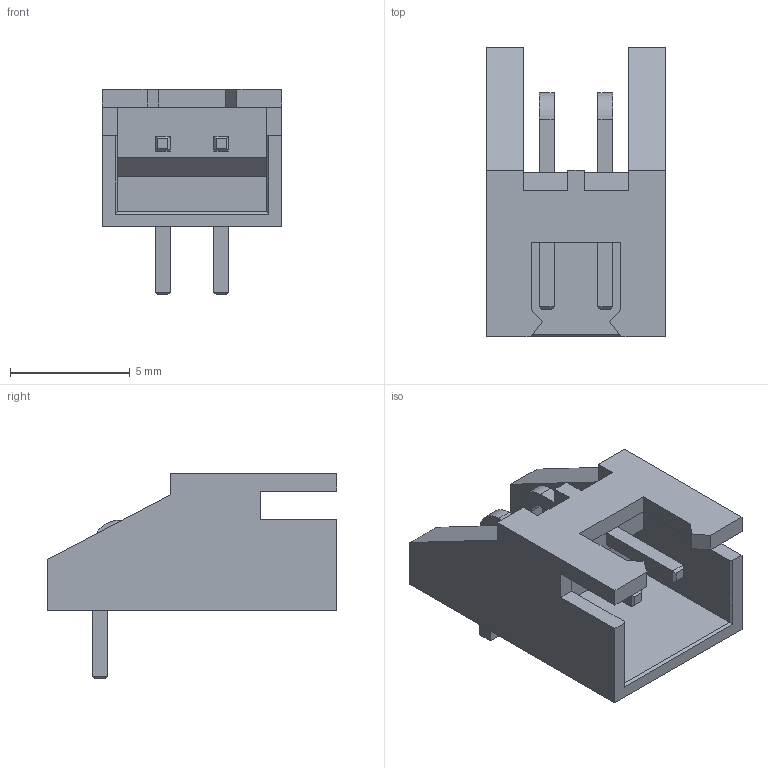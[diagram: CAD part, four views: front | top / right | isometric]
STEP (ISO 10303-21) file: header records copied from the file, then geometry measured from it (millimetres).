
FILE_DESCRIPTION(/* description */ (''),/* implementation_level */ '2;1');
FILE_NAME(/* name */ 'JST 2pin Right Receptacle.step',/* time_stamp */ '2021-02-01T11:24:33-07:00',/* author */ (''),/* organization */ (''),/* preprocessor_version */ 'ST-DEVELOPER v18.1',/* originating_system */ 'Autodesk Translation Framework v9.7.1.1290',/* authorisation */ '');
FILE_SCHEMA (('AUTOMOTIVE_DESIGN { 1 0 10303 214 3 1 1 }'));
Length unit declared in the file: millimetre
Products named in the file (1): 2pin Right Receptacle
Bounding box: 7.5 x 12.1 x 8.58 mm (x, y, z)
Volume: 193 mm3; surface area: 524.4 mm2
Topology: 1 solids, 1 shells, 89 faces, 231 edges, 148 vertices
Faces by surface type: plane 85, cylinder 4
Entity records: 2733 total; most frequent: CARTESIAN_POINT 469, ORIENTED_EDGE 462, DIRECTION 419, EDGE_CURVE 231, LINE 223, VECTOR 223, VERTEX_POINT 148, AXIS2_PLACEMENT_3D 98
